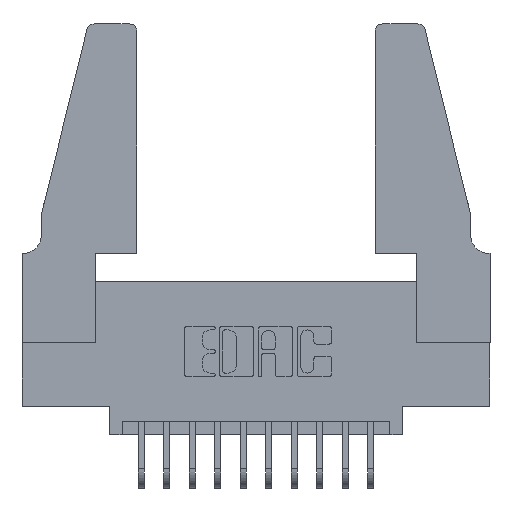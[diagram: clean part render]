
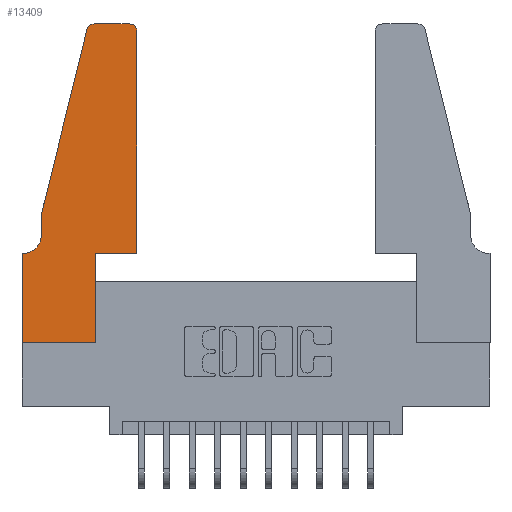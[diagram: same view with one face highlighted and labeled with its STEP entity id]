
A CAD part, top view. The second image highlights one B-rep face of the part: STEP entity #13409.
In plain terms, the highlighted planar face has unit normal (0, 0, 1).
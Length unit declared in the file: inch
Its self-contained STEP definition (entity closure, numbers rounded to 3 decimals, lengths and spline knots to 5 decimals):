
#158 = ORIENTED_EDGE ( 'NONE', *, *, #15338, .T. ) ;
#225 = CARTESIAN_POINT ( 'NONE',  ( 0.4505, 1.22, 0.37 ) ) ;
#271 = VECTOR ( 'NONE', #597, 39.37008 ) ;
#314 = ORIENTED_EDGE ( 'NONE', *, *, #9437, .T. ) ;
#430 = ORIENTED_EDGE ( 'NONE', *, *, #15461, .T. ) ;
#597 = DIRECTION ( 'NONE',  ( 1., 0., 0. ) ) ;
#1225 = VECTOR ( 'NONE', #6422, 39.37008 ) ;
#1421 = VERTEX_POINT ( 'NONE', #9019 ) ;
#1475 = VERTEX_POINT ( 'NONE', #9513 ) ;
#1774 = VERTEX_POINT ( 'NONE', #12583 ) ;
#2010 = CARTESIAN_POINT ( 'NONE',  ( 0., 0., 0.37 ) ) ;
#2093 = CARTESIAN_POINT ( 'NONE',  ( 0.0755, 0.35, 0.37 ) ) ;
#2143 = EDGE_CURVE ( 'NONE', #15159, #9665, #4724, .T. ) ;
#2171 = VERTEX_POINT ( 'NONE', #15535 ) ;
#2243 = DIRECTION ( 'NONE',  ( 0., 0., 1. ) ) ;
#2260 = AXIS2_PLACEMENT_3D ( 'NONE', #10158, #2651, #11366 ) ;
#2437 = VERTEX_POINT ( 'NONE', #225 ) ;
#2589 = FACE_OUTER_BOUND ( 'NONE', #2708, .T. ) ;
#2651 = DIRECTION ( 'NONE',  ( 0., 0., 1. ) ) ;
#2708 = EDGE_LOOP ( 'NONE', ( #4578, #158, #12599, #9274, #430, #10988, #12091, #9112, #13741, #314, #7379, #3629 ) ) ;
#2974 = CARTESIAN_POINT ( 'NONE',  ( 0.2605, 1.25, 0.37 ) ) ;
#3404 = AXIS2_PLACEMENT_3D ( 'NONE', #9785, #2243, #11001 ) ;
#3408 = DIRECTION ( 'NONE',  ( -1., 0., 0. ) ) ;
#3629 = ORIENTED_EDGE ( 'NONE', *, *, #11129, .T. ) ;
#3664 = CARTESIAN_POINT ( 'NONE',  ( 0.0755, 0.5, 0.37 ) ) ;
#3700 = CARTESIAN_POINT ( 'NONE',  ( 0.2865, 0., 0.37 ) ) ;
#3823 = VECTOR ( 'NONE', #3408, 39.37008 ) ;
#3875 = EDGE_CURVE ( 'NONE', #1421, #1475, #12694, .T. ) ;
#3916 = VECTOR ( 'NONE', #15204, 39.37008 ) ;
#4015 = AXIS2_PLACEMENT_3D ( 'NONE', #14535, #7383, #15732 ) ;
#4578 = ORIENTED_EDGE ( 'NONE', *, *, #6262, .T. ) ;
#4724 = LINE ( 'NONE', #8371, #1225 ) ;
#5138 = VECTOR ( 'NONE', #13901, 39.37008 ) ;
#5507 = EDGE_CURVE ( 'NONE', #9665, #14909, #11278, .T. ) ;
#5695 = CARTESIAN_POINT ( 'NONE',  ( 0.4505, 0.35, 0.37 ) ) ;
#6000 = EDGE_CURVE ( 'NONE', #6300, #2437, #7879, .T. ) ;
#6063 = CIRCLE ( 'NONE', #3404, 0.03 ) ;
#6126 = CARTESIAN_POINT ( 'NONE',  ( 0., 0.35, 0.37 ) ) ;
#6245 = VECTOR ( 'NONE', #11964, 39.37008 ) ;
#6262 = EDGE_CURVE ( 'NONE', #1774, #13924, #13296, .T. ) ;
#6293 = CARTESIAN_POINT ( 'NONE',  ( 0.4505, 0.35, 0.37 ) ) ;
#6300 = VERTEX_POINT ( 'NONE', #5695 ) ;
#6330 = DIRECTION ( 'NONE',  ( 1., 0., 0. ) ) ;
#6422 = DIRECTION ( 'NONE',  ( -0.239, -0.971, 0. ) ) ;
#6687 = CARTESIAN_POINT ( 'NONE',  ( 0.0755, 0.5, 0.37 ) ) ;
#6845 = AXIS2_PLACEMENT_3D ( 'NONE', #6126, #14545, #7393 ) ;
#7379 = ORIENTED_EDGE ( 'NONE', *, *, #6000, .T. ) ;
#7383 = DIRECTION ( 'NONE',  ( 0., 0., -1. ) ) ;
#7393 = DIRECTION ( 'NONE',  ( 1., 0., 0. ) ) ;
#7438 = CARTESIAN_POINT ( 'NONE',  ( 0.284, 1.25, 0.37 ) ) ;
#7494 = VECTOR ( 'NONE', #7557, 39.37008 ) ;
#7557 = DIRECTION ( 'NONE',  ( 0., 1., 0. ) ) ;
#7879 = LINE ( 'NONE', #6293, #7494 ) ;
#7989 = VECTOR ( 'NONE', #6330, 39.37008 ) ;
#8100 = VECTOR ( 'NONE', #10651, 39.37008 ) ;
#8371 = CARTESIAN_POINT ( 'NONE',  ( 0.0755, 0.5, 0.37 ) ) ;
#8614 = CIRCLE ( 'NONE', #4015, 0.07 ) ;
#9019 = CARTESIAN_POINT ( 'NONE',  ( 0., 0.35, 0.37 ) ) ;
#9054 = VERTEX_POINT ( 'NONE', #15988 ) ;
#9112 = ORIENTED_EDGE ( 'NONE', *, *, #11760, .T. ) ;
#9274 = ORIENTED_EDGE ( 'NONE', *, *, #5507, .T. ) ;
#9319 = CARTESIAN_POINT ( 'NONE',  ( 0.0755, 0.42, 0.37 ) ) ;
#9437 = EDGE_CURVE ( 'NONE', #9054, #6300, #13572, .T. ) ;
#9513 = CARTESIAN_POINT ( 'NONE',  ( 0., 0., 0.37 ) ) ;
#9665 = VERTEX_POINT ( 'NONE', #3664 ) ;
#9785 = CARTESIAN_POINT ( 'NONE',  ( 0.4205, 1.22, 0.37 ) ) ;
#9786 = PLANE ( 'NONE',  #6845 ) ;
#9791 = CIRCLE ( 'NONE', #2260, 0.03 ) ;
#10158 = CARTESIAN_POINT ( 'NONE',  ( 0.284, 1.22, 0.37 ) ) ;
#10651 = DIRECTION ( 'NONE',  ( 0., 1., 0. ) ) ;
#10988 = ORIENTED_EDGE ( 'NONE', *, *, #12216, .T. ) ;
#11001 = DIRECTION ( 'NONE',  ( 1., 0., 0. ) ) ;
#11129 = EDGE_CURVE ( 'NONE', #2437, #1774, #6063, .T. ) ;
#11278 = LINE ( 'NONE', #6687, #5138 ) ;
#11332 = LINE ( 'NONE', #11799, #8100 ) ;
#11366 = DIRECTION ( 'NONE',  ( 1., 0., 0. ) ) ;
#11760 = EDGE_CURVE ( 'NONE', #1475, #13960, #14333, .T. ) ;
#11799 = CARTESIAN_POINT ( 'NONE',  ( 0.2865, 0.35, 0.37 ) ) ;
#11964 = DIRECTION ( 'NONE',  ( 0., -1., 0. ) ) ;
#12091 = ORIENTED_EDGE ( 'NONE', *, *, #3875, .T. ) ;
#12216 = EDGE_CURVE ( 'NONE', #2171, #1421, #13586, .T. ) ;
#12583 = CARTESIAN_POINT ( 'NONE',  ( 0.4205, 1.25, 0.37 ) ) ;
#12599 = ORIENTED_EDGE ( 'NONE', *, *, #2143, .T. ) ;
#12694 = LINE ( 'NONE', #2010, #6245 ) ;
#13296 = LINE ( 'NONE', #2974, #3916 ) ;
#13409 = ADVANCED_FACE ( 'NONE', ( #2589 ), #9786, .T. ) ;
#13572 = LINE ( 'NONE', #15443, #271 ) ;
#13586 = LINE ( 'NONE', #2093, #3823 ) ;
#13741 = ORIENTED_EDGE ( 'NONE', *, *, #14349, .T. ) ;
#13901 = DIRECTION ( 'NONE',  ( 0., -1., 0. ) ) ;
#13924 = VERTEX_POINT ( 'NONE', #7438 ) ;
#13960 = VERTEX_POINT ( 'NONE', #3700 ) ;
#14333 = LINE ( 'NONE', #15941, #7989 ) ;
#14349 = EDGE_CURVE ( 'NONE', #13960, #9054, #11332, .T. ) ;
#14535 = CARTESIAN_POINT ( 'NONE',  ( 0.0055, 0.42, 0.37 ) ) ;
#14545 = DIRECTION ( 'NONE',  ( 0., 0., 1. ) ) ;
#14909 = VERTEX_POINT ( 'NONE', #9319 ) ;
#15159 = VERTEX_POINT ( 'NONE', #15747 ) ;
#15204 = DIRECTION ( 'NONE',  ( -1., 0., 0. ) ) ;
#15338 = EDGE_CURVE ( 'NONE', #13924, #15159, #9791, .T. ) ;
#15443 = CARTESIAN_POINT ( 'NONE',  ( 0.4505, 0.35, 0.37 ) ) ;
#15461 = EDGE_CURVE ( 'NONE', #14909, #2171, #8614, .T. ) ;
#15535 = CARTESIAN_POINT ( 'NONE',  ( 0.0055, 0.35, 0.37 ) ) ;
#15732 = DIRECTION ( 'NONE',  ( -1., 0., 0. ) ) ;
#15747 = CARTESIAN_POINT ( 'NONE',  ( 0.25487, 1.22718, 0.37 ) ) ;
#15941 = CARTESIAN_POINT ( 'NONE',  ( 0., 0., 0.37 ) ) ;
#15988 = CARTESIAN_POINT ( 'NONE',  ( 0.2865, 0.35, 0.37 ) ) ;
